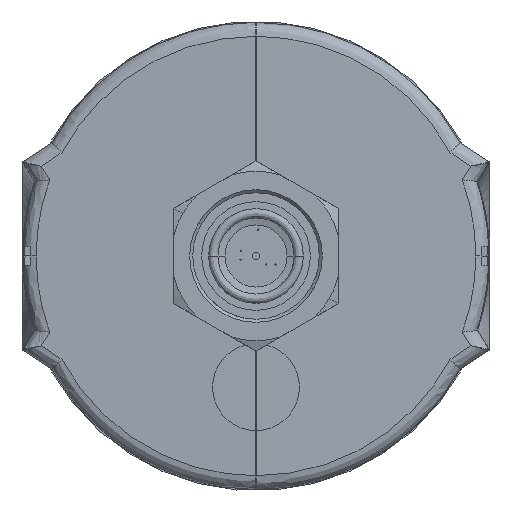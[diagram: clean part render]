
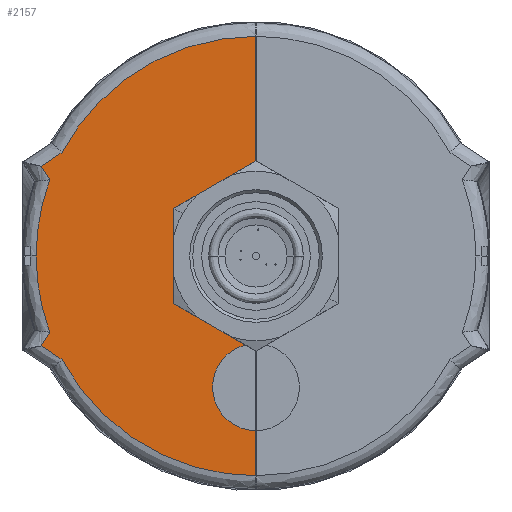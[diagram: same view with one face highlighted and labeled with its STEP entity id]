
A CAD part, front view. The second image highlights one B-rep face of the part: STEP entity #2157.
In plain terms, the highlighted planar face has unit normal (-0.018, -1, 0).
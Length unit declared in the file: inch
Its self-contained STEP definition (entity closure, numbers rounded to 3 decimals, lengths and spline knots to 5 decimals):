
#344 = VERTEX_POINT ( 'NONE', #5013 ) ;
#348 = VERTEX_POINT ( 'NONE', #5015 ) ;
#354 = VERTEX_POINT ( 'NONE', #5018 ) ;
#365 = VERTEX_POINT ( 'NONE', #5024 ) ;
#373 = VERTEX_POINT ( 'NONE', #5028 ) ;
#605 = VERTEX_POINT ( 'NONE', #5146 ) ;
#634 = VERTEX_POINT ( 'NONE', #5163 ) ;
#643 = VERTEX_POINT ( 'NONE', #13245 ) ;
#686 = VERTEX_POINT ( 'NONE', #13270 ) ;
#753 = VERTEX_POINT ( 'NONE', #13310 ) ;
#757 = VERTEX_POINT ( 'NONE', #13312 ) ;
#1468 = VECTOR ( 'NONE', #16713, 39.37008 ) ;
#1474 = LINE ( 'NONE', #16714, #1489 ) ;
#1476 = LINE ( 'NONE', #16712, #1468 ) ;
#1489 = VECTOR ( 'NONE', #16715, 39.37008 ) ;
#2157 = ADVANCED_FACE ( 'NONE', ( #7650 ), #12136, .T. ) ;
#5013 = CARTESIAN_POINT ( 'NONE',  ( -1.38358, 1.21787, 0.57847 ) ) ;
#5015 = CARTESIAN_POINT ( 'NONE',  ( -1.24935, 1.21552, -0.66729 ) ) ;
#5018 = CARTESIAN_POINT ( 'NONE',  ( 0., 1.19372, 1.415 ) ) ;
#5024 = CARTESIAN_POINT ( 'NONE',  ( -1.38358, 1.21787, -0.57847 ) ) ;
#5028 = CARTESIAN_POINT ( 'NONE',  ( 0., 1.19372, -1.415 ) ) ;
#5146 = CARTESIAN_POINT ( 'NONE',  ( 0., 1.19372, 0.375 ) ) ;
#5163 = CARTESIAN_POINT ( 'NONE',  ( -1.24935, 1.21552, 0.66729 ) ) ;
#5461 = AXIS2_PLACEMENT_3D ( 'NONE', #12135, #12179, #12180 ) ;
#5530 =( BOUNDED_CURVE ( )  B_SPLINE_CURVE ( 3, ( #14551, #14537, #14552, #14553 ),
 .UNSPECIFIED., .F., .F. ) 
 B_SPLINE_CURVE_WITH_KNOTS ( ( 4, 4 ),
 ( 4.71239, 7.85398 ),
 .UNSPECIFIED. ) 
 CURVE ( )  GEOMETRIC_REPRESENTATION_ITEM ( )  RATIONAL_B_SPLINE_CURVE ( ( 1., 0.333, 0.333, 1. ) ) 
 REPRESENTATION_ITEM ( '' )  );
#5533 =( BOUNDED_CURVE ( )  B_SPLINE_CURVE ( 3, ( #14567, #14548, #14569, #14570 ),
 .UNSPECIFIED., .F., .F. ) 
 B_SPLINE_CURVE_WITH_KNOTS ( ( 4, 4 ),
 ( 0.49109, 1.57191 ),
 .UNSPECIFIED. ) 
 CURVE ( )  GEOMETRIC_REPRESENTATION_ITEM ( )  RATIONAL_B_SPLINE_CURVE ( ( 1., 0.905, 0.905, 1. ) ) 
 REPRESENTATION_ITEM ( '' )  );
#5535 =( BOUNDED_CURVE ( )  B_SPLINE_CURVE ( 3, ( #14585, #14588, #14599, #14600 ),
 .UNSPECIFIED., .F., .F. ) 
 B_SPLINE_CURVE_WITH_KNOTS ( ( 4, 4 ),
 ( 0., 0.35442 ),
 .UNSPECIFIED. ) 
 CURVE ( )  GEOMETRIC_REPRESENTATION_ITEM ( )  RATIONAL_B_SPLINE_CURVE ( ( 1., 0.99, 0.99, 1. ) ) 
 REPRESENTATION_ITEM ( '' )  );
#5548 =( BOUNDED_CURVE ( )  B_SPLINE_CURVE ( 3, ( #14248, #14249, #14254, #14255 ),
 .UNSPECIFIED., .F., .F. ) 
 B_SPLINE_CURVE_WITH_KNOTS ( ( 4, 4 ),
 ( 5.92876, 6.28319 ),
 .UNSPECIFIED. ) 
 CURVE ( )  GEOMETRIC_REPRESENTATION_ITEM ( )  RATIONAL_B_SPLINE_CURVE ( ( 1., 0.99, 0.99, 1. ) ) 
 REPRESENTATION_ITEM ( '' )  );
#5607 =( BOUNDED_CURVE ( )  B_SPLINE_CURVE ( 3, ( #16423, #16439, #16454, #16455 ),
 .UNSPECIFIED., .F., .F. ) 
 B_SPLINE_CURVE_WITH_KNOTS ( ( 4, 4 ),
 ( 4.71128, 5.7921 ),
 .UNSPECIFIED. ) 
 CURVE ( )  GEOMETRIC_REPRESENTATION_ITEM ( )  RATIONAL_B_SPLINE_CURVE ( ( 1., 0.905, 0.905, 1. ) ) 
 REPRESENTATION_ITEM ( '' )  );
#5611 = B_SPLINE_CURVE_WITH_KNOTS ( 'NONE', 3,
 ( #16470, #16488, #16493, #16494 ),
 .UNSPECIFIED., .F., .F.,
 ( 4, 4 ),
 ( 0., 0.00409 ),
 .UNSPECIFIED. ) ;
#5618 = B_SPLINE_CURVE_WITH_KNOTS ( 'NONE', 3,
 ( #16701, #16700, #16706, #16707 ),
 .UNSPECIFIED., .F., .F.,
 ( 4, 4 ),
 ( 0., 0.00409 ),
 .UNSPECIFIED. ) ;
#5620 = B_SPLINE_CURVE_WITH_KNOTS ( 'NONE', 3,
 ( #16709, #16708, #16717, #16718 ),
 .UNSPECIFIED., .F., .F.,
 ( 4, 4 ),
 ( 0., 0.00262 ),
 .UNSPECIFIED. ) ;
#5621 = B_SPLINE_CURVE_WITH_KNOTS ( 'NONE', 3,
 ( #16716, #16723, #16728, #16729 ),
 .UNSPECIFIED., .F., .F.,
 ( 4, 4 ),
 ( 0., 0.00262 ),
 .UNSPECIFIED. ) ;
#7650 = FACE_OUTER_BOUND ( 'NONE', #18580, .T. ) ;
#10896 = EDGE_CURVE ( 'NONE', #643, #605, #5530, .T. ) ;
#10903 = EDGE_CURVE ( 'NONE', #348, #373, #5533, .T. ) ;
#10918 = EDGE_CURVE ( 'NONE', #753, #686, #5535, .T. ) ;
#10957 = EDGE_CURVE ( 'NONE', #757, #753, #5548, .T. ) ;
#11152 = EDGE_CURVE ( 'NONE', #354, #634, #5607, .T. ) ;
#11157 = EDGE_CURVE ( 'NONE', #634, #344, #5611, .T. ) ;
#11167 = EDGE_CURVE ( 'NONE', #365, #348, #5618, .T. ) ;
#11169 = EDGE_CURVE ( 'NONE', #643, #373, #1476, .T. ) ;
#11170 = EDGE_CURVE ( 'NONE', #354, #605, #1474, .T. ) ;
#11171 = EDGE_CURVE ( 'NONE', #344, #757, #5620, .T. ) ;
#11174 = EDGE_CURVE ( 'NONE', #686, #365, #5621, .T. ) ;
#12135 = CARTESIAN_POINT ( 'NONE',  ( 0., 1.19372, 1.505 ) ) ;
#12136 = PLANE ( 'NONE',  #5461 ) ;
#12179 = DIRECTION ( 'NONE',  ( -0.017, -1., 0. ) ) ;
#12180 = DIRECTION ( 'NONE',  ( -1., 0.017, 0. ) ) ;
#13245 = CARTESIAN_POINT ( 'NONE',  ( 0., 1.19372, -0.375 ) ) ;
#13270 = CARTESIAN_POINT ( 'NONE',  ( -1.32862, 1.21691, -0.49107 ) ) ;
#13310 = CARTESIAN_POINT ( 'NONE',  ( -1.41657, 1.21844, 0. ) ) ;
#13312 = CARTESIAN_POINT ( 'NONE',  ( -1.32862, 1.21691, 0.49107 ) ) ;
#14248 = CARTESIAN_POINT ( 'NONE',  ( -1.32862, 1.21691, 0.49107 ) ) ;
#14249 = CARTESIAN_POINT ( 'NONE',  ( -1.38695, 1.21793, 0.33347 ) ) ;
#14254 = CARTESIAN_POINT ( 'NONE',  ( -1.41657, 1.21844, 0.16805 ) ) ;
#14255 = CARTESIAN_POINT ( 'NONE',  ( -1.41657, 1.21844, 0. ) ) ;
#14537 = CARTESIAN_POINT ( 'NONE',  ( -0.75, 1.20681, -0.375 ) ) ;
#14548 = CARTESIAN_POINT ( 'NONE',  ( -0.99645, 1.21111, -1.1402 ) ) ;
#14551 = CARTESIAN_POINT ( 'NONE',  ( 0., 1.19372, -0.375 ) ) ;
#14552 = CARTESIAN_POINT ( 'NONE',  ( -0.75, 1.20681, 0.375 ) ) ;
#14553 = CARTESIAN_POINT ( 'NONE',  ( 0., 1.19372, 0.375 ) ) ;
#14567 = CARTESIAN_POINT ( 'NONE',  ( -1.24935, 1.21552, -0.66729 ) ) ;
#14569 = CARTESIAN_POINT ( 'NONE',  ( -0.53628, 1.20308, -1.41559 ) ) ;
#14570 = CARTESIAN_POINT ( 'NONE',  ( 0., 1.19372, -1.415 ) ) ;
#14585 = CARTESIAN_POINT ( 'NONE',  ( -1.41657, 1.21844, 0. ) ) ;
#14588 = CARTESIAN_POINT ( 'NONE',  ( -1.41657, 1.21844, -0.16805 ) ) ;
#14599 = CARTESIAN_POINT ( 'NONE',  ( -1.38695, 1.21793, -0.33347 ) ) ;
#14600 = CARTESIAN_POINT ( 'NONE',  ( -1.32862, 1.21691, -0.49107 ) ) ;
#16423 = CARTESIAN_POINT ( 'NONE',  ( 0., 1.19372, 1.415 ) ) ;
#16439 = CARTESIAN_POINT ( 'NONE',  ( -0.53628, 1.20308, 1.41559 ) ) ;
#16454 = CARTESIAN_POINT ( 'NONE',  ( -0.99645, 1.21111, 1.1402 ) ) ;
#16455 = CARTESIAN_POINT ( 'NONE',  ( -1.24935, 1.21552, 0.66729 ) ) ;
#16470 = CARTESIAN_POINT ( 'NONE',  ( -1.24935, 1.21552, 0.66729 ) ) ;
#16488 = CARTESIAN_POINT ( 'NONE',  ( -1.29409, 1.2163, 0.63768 ) ) ;
#16493 = CARTESIAN_POINT ( 'NONE',  ( -1.33883, 1.21709, 0.60808 ) ) ;
#16494 = CARTESIAN_POINT ( 'NONE',  ( -1.38358, 1.21787, 0.57847 ) ) ;
#16700 = CARTESIAN_POINT ( 'NONE',  ( -1.33883, 1.21709, -0.60808 ) ) ;
#16701 = CARTESIAN_POINT ( 'NONE',  ( -1.38358, 1.21787, -0.57847 ) ) ;
#16706 = CARTESIAN_POINT ( 'NONE',  ( -1.29409, 1.2163, -0.63768 ) ) ;
#16707 = CARTESIAN_POINT ( 'NONE',  ( -1.24935, 1.21552, -0.66729 ) ) ;
#16708 = CARTESIAN_POINT ( 'NONE',  ( -1.36526, 1.21755, 0.54934 ) ) ;
#16709 = CARTESIAN_POINT ( 'NONE',  ( -1.38358, 1.21787, 0.57847 ) ) ;
#16712 = CARTESIAN_POINT ( 'NONE',  ( 0., 1.19372, 1.505 ) ) ;
#16713 = DIRECTION ( 'NONE',  ( 0., 0., -1. ) ) ;
#16714 = CARTESIAN_POINT ( 'NONE',  ( 0., 1.19372, 1.505 ) ) ;
#16715 = DIRECTION ( 'NONE',  ( 0., 0., -1. ) ) ;
#16716 = CARTESIAN_POINT ( 'NONE',  ( -1.32862, 1.21691, -0.49107 ) ) ;
#16717 = CARTESIAN_POINT ( 'NONE',  ( -1.34694, 1.21723, 0.52021 ) ) ;
#16718 = CARTESIAN_POINT ( 'NONE',  ( -1.32862, 1.21691, 0.49107 ) ) ;
#16723 = CARTESIAN_POINT ( 'NONE',  ( -1.34694, 1.21723, -0.52021 ) ) ;
#16728 = CARTESIAN_POINT ( 'NONE',  ( -1.36526, 1.21755, -0.54934 ) ) ;
#16729 = CARTESIAN_POINT ( 'NONE',  ( -1.38358, 1.21787, -0.57847 ) ) ;
#18580 = EDGE_LOOP ( 'NONE', ( #18971, #19018, #18965, #19008, #18998, #19586, #19576, #18997, #19577, #19010, #18974 ) ) ;
#18965 = ORIENTED_EDGE ( 'NONE', *, *, #11169, .F. ) ;
#18971 = ORIENTED_EDGE ( 'NONE', *, *, #11167, .T. ) ;
#18974 = ORIENTED_EDGE ( 'NONE', *, *, #11174, .T. ) ;
#18997 = ORIENTED_EDGE ( 'NONE', *, *, #11171, .T. ) ;
#18998 = ORIENTED_EDGE ( 'NONE', *, *, #11170, .F. ) ;
#19008 = ORIENTED_EDGE ( 'NONE', *, *, #10896, .T. ) ;
#19010 = ORIENTED_EDGE ( 'NONE', *, *, #10918, .T. ) ;
#19018 = ORIENTED_EDGE ( 'NONE', *, *, #10903, .T. ) ;
#19576 = ORIENTED_EDGE ( 'NONE', *, *, #11157, .T. ) ;
#19577 = ORIENTED_EDGE ( 'NONE', *, *, #10957, .T. ) ;
#19586 = ORIENTED_EDGE ( 'NONE', *, *, #11152, .T. ) ;
